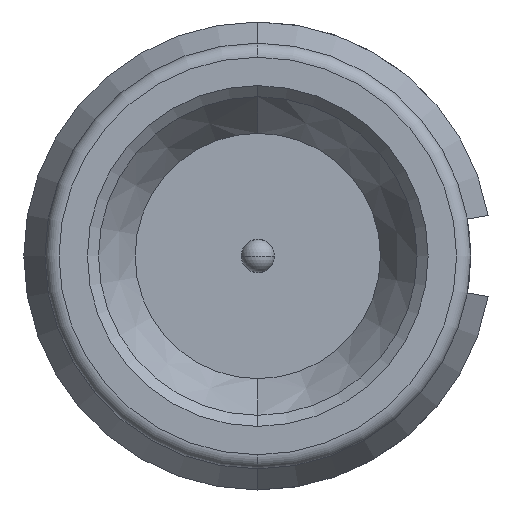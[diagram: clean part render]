
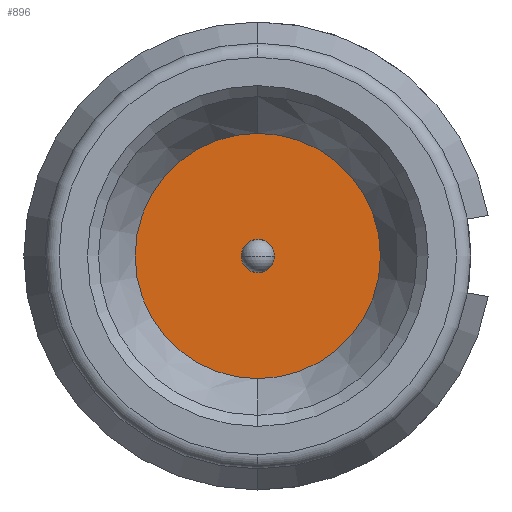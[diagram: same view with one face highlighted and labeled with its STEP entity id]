
A CAD part, left-side view. The second image highlights one B-rep face of the part: STEP entity #896.
In plain terms, the highlighted planar face has unit normal (-1, 0, 0).
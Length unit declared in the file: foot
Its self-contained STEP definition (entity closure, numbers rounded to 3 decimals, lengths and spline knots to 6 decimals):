
#5 = VERTEX_POINT ( 'NONE', #2152 ) ;
#14 = EDGE_CURVE ( 'NONE', #557, #5, #1271, .T. ) ;
#22 = FACE_OUTER_BOUND ( 'NONE', #2040, .T. ) ;
#59 = DIRECTION ( 'NONE',  ( 0., 0., 1. ) ) ;
#107 = CARTESIAN_POINT ( 'NONE',  ( -0.031161, 0., 0.003625 ) ) ;
#161 = DIRECTION ( 'NONE',  ( 0., 0., 1. ) ) ;
#164 = DIRECTION ( 'NONE',  ( 0., 0., 1. ) ) ;
#414 = DIRECTION ( 'NONE',  ( -1., 0., 0. ) ) ;
#464 = EDGE_CURVE ( 'NONE', #2366, #1062, #586, .T. ) ;
#474 = DIRECTION ( 'NONE',  ( 0., 1., 0. ) ) ;
#557 = VERTEX_POINT ( 'NONE', #656 ) ;
#559 = ORIENTED_EDGE ( 'NONE', *, *, #1596, .F. ) ;
#586 = CIRCLE ( 'NONE', #876, 0.003625 ) ;
#656 = CARTESIAN_POINT ( 'NONE',  ( -0.031161, 0., -0.000492 ) ) ;
#681 = AXIS2_PLACEMENT_3D ( 'NONE', #2258, #2471, #474 ) ;
#830 = PLANE ( 'NONE',  #681 ) ;
#842 = AXIS2_PLACEMENT_3D ( 'NONE', #1951, #2163, #161 ) ;
#876 = AXIS2_PLACEMENT_3D ( 'NONE', #2234, #1431, #59 ) ;
#896 = ADVANCED_FACE ( 'NONE', ( #1628, #22 ), #830, .F. ) ;
#1003 = DIRECTION ( 'NONE',  ( -1., 0., 0. ) ) ;
#1044 = CIRCLE ( 'NONE', #1123, 0.003625 ) ;
#1062 = VERTEX_POINT ( 'NONE', #107 ) ;
#1123 = AXIS2_PLACEMENT_3D ( 'NONE', #2078, #414, #1200 ) ;
#1200 = DIRECTION ( 'NONE',  ( 0., 0., 1. ) ) ;
#1271 = CIRCLE ( 'NONE', #1350, 0.000492 ) ;
#1350 = AXIS2_PLACEMENT_3D ( 'NONE', #1793, #1003, #164 ) ;
#1431 = DIRECTION ( 'NONE',  ( -1., 0., 0. ) ) ;
#1596 = EDGE_CURVE ( 'NONE', #5, #557, #1960, .T. ) ;
#1628 = FACE_BOUND ( 'NONE', #1990, .T. ) ;
#1793 = CARTESIAN_POINT ( 'NONE',  ( -0.031161, 0., 0. ) ) ;
#1883 = EDGE_CURVE ( 'NONE', #1062, #2366, #1044, .T. ) ;
#1951 = CARTESIAN_POINT ( 'NONE',  ( -0.031161, 0., 0. ) ) ;
#1960 = CIRCLE ( 'NONE', #842, 0.000492 ) ;
#1967 = ORIENTED_EDGE ( 'NONE', *, *, #14, .F. ) ;
#1990 = EDGE_LOOP ( 'NONE', ( #559, #1967 ) ) ;
#2040 = EDGE_LOOP ( 'NONE', ( #2071, #2380 ) ) ;
#2071 = ORIENTED_EDGE ( 'NONE', *, *, #1883, .T. ) ;
#2078 = CARTESIAN_POINT ( 'NONE',  ( -0.031161, 0., 0. ) ) ;
#2152 = CARTESIAN_POINT ( 'NONE',  ( -0.031161, 0., 0.000492 ) ) ;
#2163 = DIRECTION ( 'NONE',  ( -1., 0., 0. ) ) ;
#2234 = CARTESIAN_POINT ( 'NONE',  ( -0.031161, 0., 0. ) ) ;
#2258 = CARTESIAN_POINT ( 'NONE',  ( -0.031161, -0.003625, 0. ) ) ;
#2267 = CARTESIAN_POINT ( 'NONE',  ( -0.031161, 0., -0.003625 ) ) ;
#2366 = VERTEX_POINT ( 'NONE', #2267 ) ;
#2380 = ORIENTED_EDGE ( 'NONE', *, *, #464, .T. ) ;
#2471 = DIRECTION ( 'NONE',  ( 1., 0., 0. ) ) ;
